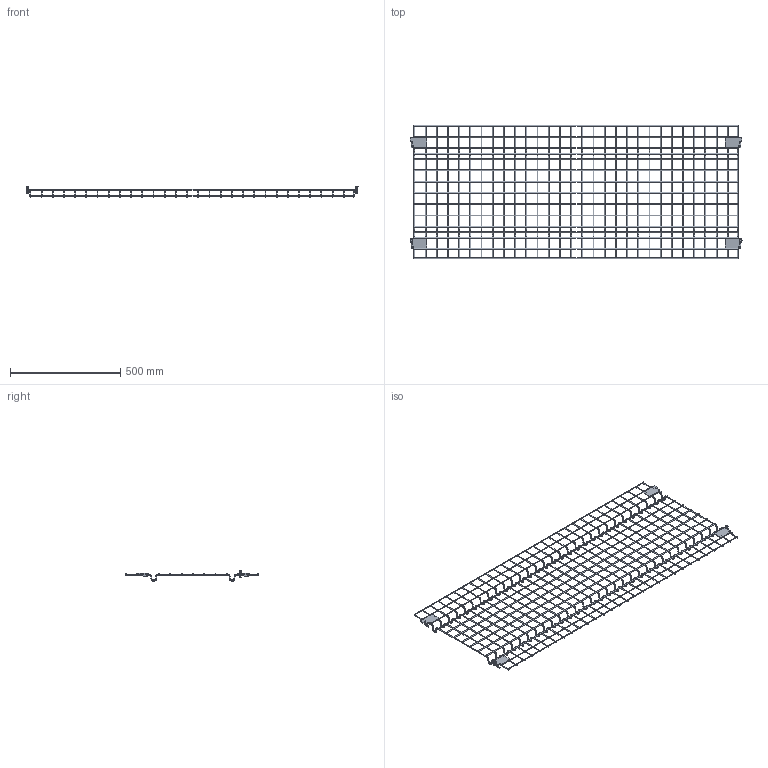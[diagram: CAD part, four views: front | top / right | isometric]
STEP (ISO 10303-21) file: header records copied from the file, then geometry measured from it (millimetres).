
FILE_DESCRIPTION (( 'STEP AP214' ), '1' );
FILE_NAME ('X05824.STEP', '2024-02-23T11:15:01', ( '' ), ( '' ), 'SwSTEP 2.0', 'SolidWorks 2023', '' );
FILE_SCHEMA (( 'AUTOMOTIVE_DESIGN' ));
Length unit declared in the file: inch
Products named in the file (1): X05824
Bounding box: 1506.55 x 606.42 x 47.06 mm (x, y, z)
Volume: 597026.8 mm3; surface area: 576500.3 mm2
Topology: 53 solids, 53 shells, 755 faces, 1776 edges, 1131 vertices
Faces by surface type: cylinder 321, bspline 252, plane 170, cone 12
Full cylindrical faces by diameter (mm): 4.064 x285, 4.763 x2, 5.105 x2, 6.229 x2, 6.35 x2
Entity records: 22507 total; most frequent: CARTESIAN_POINT 9628, DIRECTION 2512, ORIENTED_EDGE 1764, EDGE_LOOP 1316, FACE_OUTER_BOUND 1296, AXIS2_PLACEMENT_3D 1154, EDGE_CURVE 882, VERTEX_POINT 790
